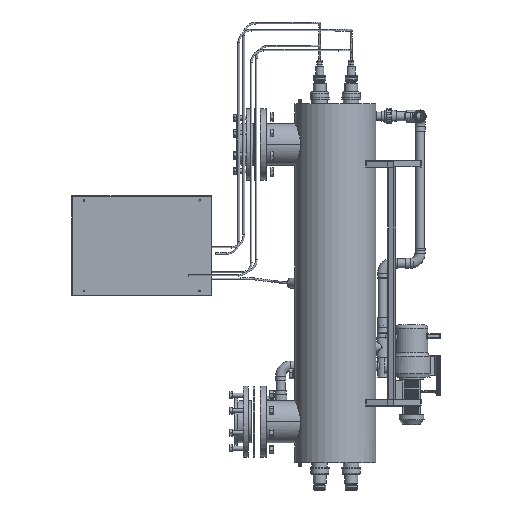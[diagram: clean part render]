
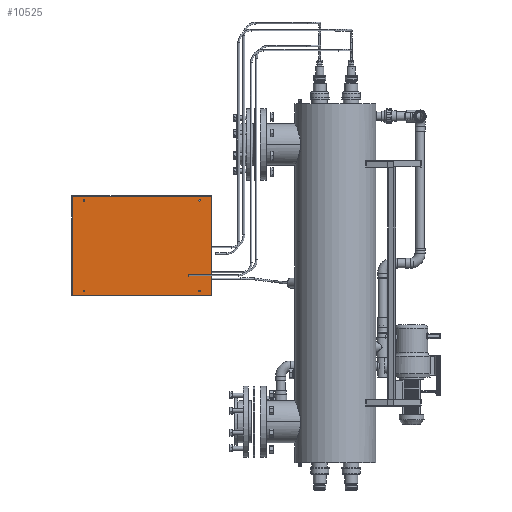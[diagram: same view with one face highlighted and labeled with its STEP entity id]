
A CAD part, left-side view. The second image highlights one B-rep face of the part: STEP entity #10525.
In plain terms, the highlighted planar face has unit normal (-1, 0, 0).
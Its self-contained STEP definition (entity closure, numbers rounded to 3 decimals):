
#546 = CIRCLE ( 'NONE', #36044, 3. ) ;
#1266 = VECTOR ( 'NONE', #39361, 1000. ) ;
#2209 = CARTESIAN_POINT ( 'NONE',  ( 854.791, 1778.075, 1319.951 ) ) ;
#2365 = DIRECTION ( 'NONE',  ( -1., 0., 0. ) ) ;
#2570 = CARTESIAN_POINT ( 'NONE',  ( 854.791, 2289.575, 1698.451 ) ) ;
#2958 = VERTEX_POINT ( 'NONE', #55214 ) ;
#3258 = DIRECTION ( 'NONE',  ( 0., -1., 0. ) ) ;
#3394 = CARTESIAN_POINT ( 'NONE',  ( 854.791, 1778.075, 1682.951 ) ) ;
#5496 = ORIENTED_EDGE ( 'NONE', *, *, #33502, .F. ) ;
#6084 = ORIENTED_EDGE ( 'NONE', *, *, #62238, .F. ) ;
#6399 = VERTEX_POINT ( 'NONE', #27513 ) ;
#7341 = CARTESIAN_POINT ( 'NONE',  ( 854.791, 2241.075, 1679.951 ) ) ;
#7399 = CARTESIAN_POINT ( 'NONE',  ( 854.791, 2289.575, 1698.451 ) ) ;
#9030 = FACE_BOUND ( 'NONE', #43327, .T. ) ;
#10525 = ADVANCED_FACE ( 'NONE', ( #48384, #9030, #42713, #18553, #37935 ), #14108, .T. ) ;
#10693 = DIRECTION ( 'NONE',  ( 0., 0., -1. ) ) ;
#11333 = CARTESIAN_POINT ( 'NONE',  ( 854.791, 1778.075, 1679.951 ) ) ;
#12286 = DIRECTION ( 'NONE',  ( 0., 0., 1. ) ) ;
#14108 = PLANE ( 'NONE',  #21562 ) ;
#14133 = CIRCLE ( 'NONE', #44564, 3. ) ;
#16505 = VERTEX_POINT ( 'NONE', #2209 ) ;
#17173 = DIRECTION ( 'NONE',  ( 0., 0., 1. ) ) ;
#17586 = DIRECTION ( 'NONE',  ( 0., 0., 1. ) ) ;
#17827 = EDGE_CURVE ( 'NONE', #55799, #55799, #14133, .T. ) ;
#18553 = FACE_BOUND ( 'NONE', #20158, .T. ) ;
#18847 = CARTESIAN_POINT ( 'NONE',  ( 854.791, 2241.075, 1682.951 ) ) ;
#18865 = DIRECTION ( 'NONE',  ( 0., 0., 1. ) ) ;
#20158 = EDGE_LOOP ( 'NONE', ( #5496 ) ) ;
#20321 = EDGE_CURVE ( 'NONE', #29851, #6399, #27393, .T. ) ;
#21138 = CARTESIAN_POINT ( 'NONE',  ( 854.791, 1778.075, 1316.951 ) ) ;
#21562 = AXIS2_PLACEMENT_3D ( 'NONE', #29010, #43639, #18865 ) ;
#23408 = VERTEX_POINT ( 'NONE', #3394 ) ;
#23845 = CARTESIAN_POINT ( 'NONE',  ( 854.791, 2241.075, 1319.951 ) ) ;
#24162 = EDGE_LOOP ( 'NONE', ( #58421, #58288, #51040, #44379 ) ) ;
#24422 = CARTESIAN_POINT ( 'NONE',  ( 854.791, 1729.575, 1298.451 ) ) ;
#25950 = DIRECTION ( 'NONE',  ( -1., 0., 0. ) ) ;
#26257 = EDGE_CURVE ( 'NONE', #6399, #2958, #33894, .T. ) ;
#27018 = LINE ( 'NONE', #2570, #56167 ) ;
#27025 = DIRECTION ( 'NONE',  ( 0., 0., 1. ) ) ;
#27393 = LINE ( 'NONE', #46774, #27590 ) ;
#27513 = CARTESIAN_POINT ( 'NONE',  ( 854.791, 1729.575, 1698.451 ) ) ;
#27590 = VECTOR ( 'NONE', #3258, 1000. ) ;
#29010 = CARTESIAN_POINT ( 'NONE',  ( 854.791, 2009.575, 1498.451 ) ) ;
#29214 = VERTEX_POINT ( 'NONE', #23845 ) ;
#29467 = CARTESIAN_POINT ( 'NONE',  ( 854.791, 2289.575, 1298.451 ) ) ;
#29851 = VERTEX_POINT ( 'NONE', #7399 ) ;
#31467 = EDGE_CURVE ( 'NONE', #29214, #29214, #546, .T. ) ;
#33502 = EDGE_CURVE ( 'NONE', #16505, #16505, #44351, .T. ) ;
#33894 = LINE ( 'NONE', #38660, #56003 ) ;
#36044 = AXIS2_PLACEMENT_3D ( 'NONE', #60667, #45470, #59719 ) ;
#37488 = CIRCLE ( 'NONE', #57783, 3. ) ;
#37935 = FACE_BOUND ( 'NONE', #52074, .T. ) ;
#38660 = CARTESIAN_POINT ( 'NONE',  ( 854.791, 1729.575, 1698.451 ) ) ;
#39361 = DIRECTION ( 'NONE',  ( 0., 1., 0. ) ) ;
#42713 = FACE_OUTER_BOUND ( 'NONE', #24162, .T. ) ;
#42775 = ORIENTED_EDGE ( 'NONE', *, *, #17827, .F. ) ;
#42830 = EDGE_CURVE ( 'NONE', #2958, #57516, #44451, .T. ) ;
#43327 = EDGE_LOOP ( 'NONE', ( #49388 ) ) ;
#43639 = DIRECTION ( 'NONE',  ( -1., 0., 0. ) ) ;
#43887 = EDGE_CURVE ( 'NONE', #57516, #29851, #27018, .T. ) ;
#44351 = CIRCLE ( 'NONE', #53447, 3. ) ;
#44379 = ORIENTED_EDGE ( 'NONE', *, *, #43887, .F. ) ;
#44451 = LINE ( 'NONE', #24422, #1266 ) ;
#44564 = AXIS2_PLACEMENT_3D ( 'NONE', #7341, #55294, #27025 ) ;
#45470 = DIRECTION ( 'NONE',  ( -1., 0., 0. ) ) ;
#46774 = CARTESIAN_POINT ( 'NONE',  ( 854.791, 1729.575, 1698.451 ) ) ;
#48384 = FACE_BOUND ( 'NONE', #59222, .T. ) ;
#49388 = ORIENTED_EDGE ( 'NONE', *, *, #31467, .F. ) ;
#51040 = ORIENTED_EDGE ( 'NONE', *, *, #20321, .F. ) ;
#52074 = EDGE_LOOP ( 'NONE', ( #6084 ) ) ;
#53447 = AXIS2_PLACEMENT_3D ( 'NONE', #21138, #2365, #17586 ) ;
#55214 = CARTESIAN_POINT ( 'NONE',  ( 854.791, 1729.575, 1298.451 ) ) ;
#55294 = DIRECTION ( 'NONE',  ( -1., 0., 0. ) ) ;
#55799 = VERTEX_POINT ( 'NONE', #18847 ) ;
#56003 = VECTOR ( 'NONE', #10693, 1000. ) ;
#56167 = VECTOR ( 'NONE', #17173, 1000. ) ;
#57516 = VERTEX_POINT ( 'NONE', #29467 ) ;
#57783 = AXIS2_PLACEMENT_3D ( 'NONE', #11333, #25950, #12286 ) ;
#58288 = ORIENTED_EDGE ( 'NONE', *, *, #26257, .F. ) ;
#58421 = ORIENTED_EDGE ( 'NONE', *, *, #42830, .F. ) ;
#59222 = EDGE_LOOP ( 'NONE', ( #42775 ) ) ;
#59719 = DIRECTION ( 'NONE',  ( 0., 0., 1. ) ) ;
#60667 = CARTESIAN_POINT ( 'NONE',  ( 854.791, 2241.075, 1316.951 ) ) ;
#62238 = EDGE_CURVE ( 'NONE', #23408, #23408, #37488, .T. ) ;
